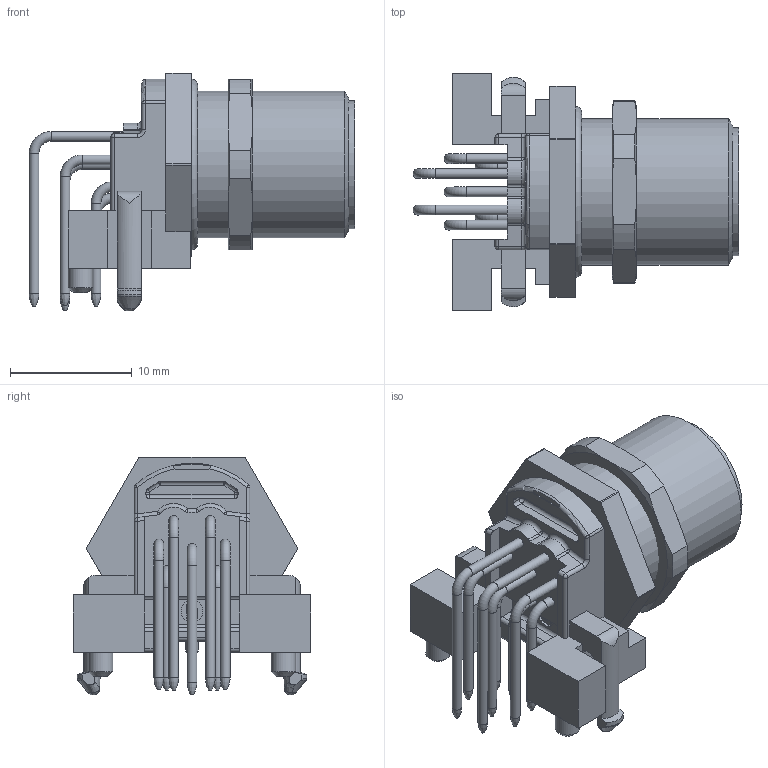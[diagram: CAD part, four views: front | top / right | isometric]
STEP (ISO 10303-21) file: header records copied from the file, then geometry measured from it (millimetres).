
FILE_DESCRIPTION(/* description */ (''),/* implementation_level */ '2;1');
FILE_NAME(/* name */ '99_3481_202_08_001_00.stp',/* time_stamp */ '2014-08-05T14:39:46+02:00',/* author */ (''),/* organization */ (''),/* preprocessor_version */ 'ST-DEVELOPER v14',/* originating_system */ 'SIEMENS PLM Software NX 8.0',/* authorisation */ '');
FILE_SCHEMA (('AP203_CONFIGURATION_CONTROLLED_3D_DESIGN_OF_MECHANICAL_PARTS_AND_ASSEMBLIES_MIM_LF { 1 0 10303 403 2 1 2}'));
Length unit declared in the file: millimetre
Products named in the file (1): cerl0430E469tlgn
Bounding box: 26.71 x 19.5 x 19.5 mm (x, y, z)
Volume: 2434.3 mm3; surface area: 2888.6 mm2
Topology: 2 solids, 10 shells, 364 faces, 890 edges, 548 vertices
Faces by surface type: plane 145, cylinder 119, cone 27, sphere 26, bspline 24, torus 21, revolution 2
Full cylindrical faces by diameter (mm): 0.8 x32, 1 x1, 1.8 x1, 2 x2, 8.3 x1, 10.5 x1, 10.917 x1, 12 x1
Entity records: 10734 total; most frequent: CARTESIAN_POINT 2707, DIRECTION 1689, ORIENTED_EDGE 1512, EDGE_CURVE 756, AXIS2_PLACEMENT_3D 656, VERTEX_POINT 507, EDGE_LOOP 477, LINE 375
